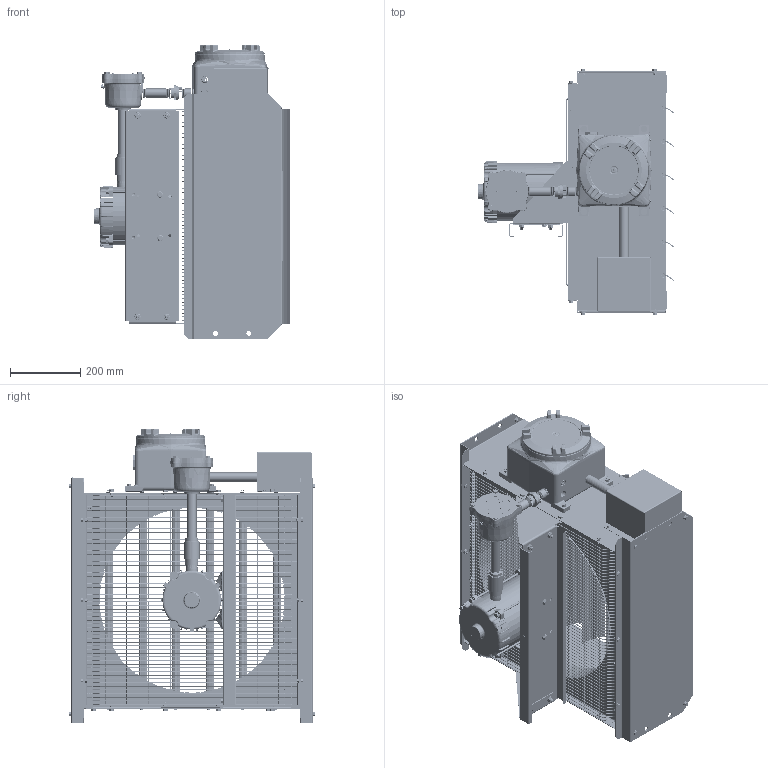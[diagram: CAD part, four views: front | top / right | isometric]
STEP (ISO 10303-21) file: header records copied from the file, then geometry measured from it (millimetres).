
FILE_DESCRIPTION (( 'STEP AP214' ), '1' );
FILE_NAME ('XEU1-20.STEP', '2018-01-18T15:07:21', ( 'jose' ), ( 'Microsoft' ), 'SwSTEP 2.0', 'SolidWorks 2017', '' );
FILE_SCHEMA (( 'AUTOMOTIVE_DESIGN' ));
Length unit declared in the file: inch
Products named in the file (1): XEU1-20
Bounding box: 557.09 x 698.86 x 835.2 mm (x, y, z)
Surface area: 4530009.1 mm2 (no closed solid volume)
Topology: 0 solids, 574 shells, 4008 faces, 24556 edges, 20543 vertices
Faces by surface type: plane 1336, cylinder 1299, torus 566, cone 515, bspline 271, sphere 21
Entity records: 375899 total; most frequent: CARTESIAN_POINT 155360, ORIENTED_EDGE 31142, DIRECTION 29010, EDGE_CURVE 24540, VERTEX_POINT 20543, LINE 10292, VECTOR 10292, AXIS2_PLACEMENT_3D 9359
